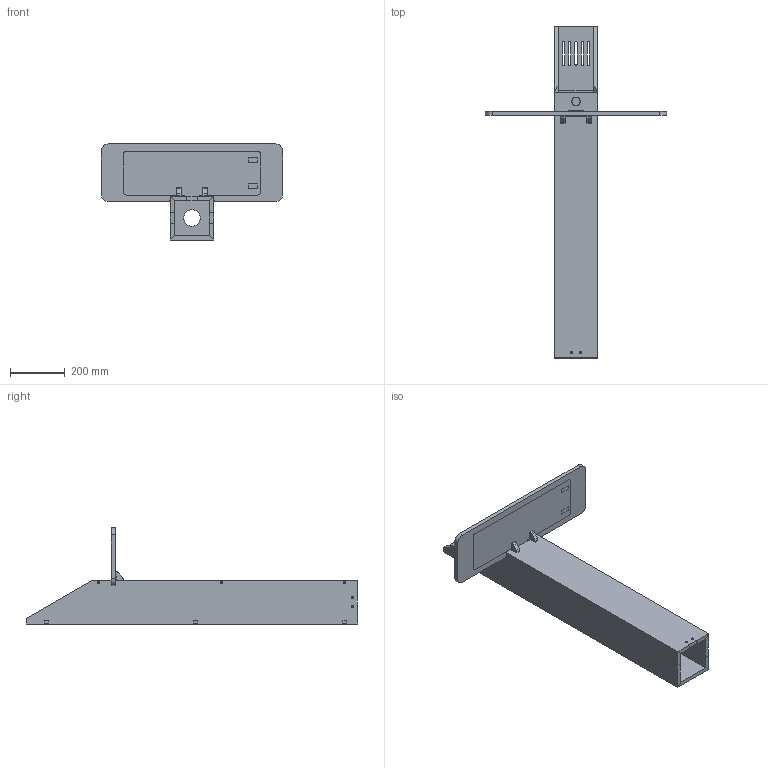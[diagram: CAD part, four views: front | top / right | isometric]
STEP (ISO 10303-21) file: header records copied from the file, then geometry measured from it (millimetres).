
FILE_DESCRIPTION (( 'STEP AP214' ), '1' );
FILE_NAME ('kiosk_extrutura_partes.STEP', '2023-05-12T12:04:00', ( '' ), ( '' ), 'SwSTEP 2.0', 'SolidWorks 2022', '' );
FILE_SCHEMA (( 'AUTOMOTIVE_DESIGN' ));
Length unit declared in the file: millimetre
Products named in the file (1): kiosk_extrutura_partes
Bounding box: 660 x 1210 x 350 mm (x, y, z)
Volume: 13270731.8 mm3; surface area: 2139215.8 mm2
Topology: 12 solids, 12 shells, 464 faces, 1212 edges, 796 vertices
Faces by surface type: plane 302, cylinder 126, cone 36
Entity records: 14894 total; most frequent: CARTESIAN_POINT 2581, ORIENTED_EDGE 2424, DIRECTION 2358, EDGE_CURVE 1212, LINE 924, VECTOR 924, VERTEX_POINT 796, AXIS2_PLACEMENT_3D 717
